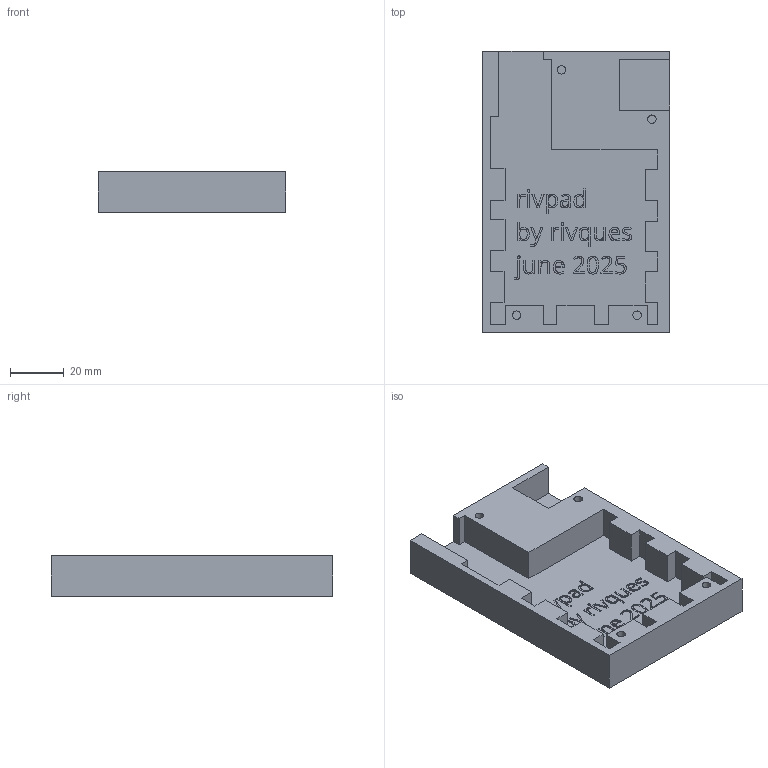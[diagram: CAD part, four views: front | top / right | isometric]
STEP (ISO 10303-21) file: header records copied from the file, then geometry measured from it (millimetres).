
FILE_DESCRIPTION(/* description */ ('STEP AP242','CAx-IF Rec.Pracs.---Representation and Presentation of Product Manufacturing Information (PMI)---4.0---2014-10-13','CAx-IF Rec.Pracs.---3D Tessellated Geometry---0.4---2014-09-14','2;1'),/* implementation_level */ '2;1');
FILE_NAME(/* name */ '6834dfba784e7633979326ad',/* time_stamp */ '2025-05-26T21:40:11Z',/* author */ (''),/* organization */ (''),/* preprocessor_version */ 'ST-DEVELOPER v20',/* originating_system */ 'ONSHAPE BY PTC INC, 1.198',/* authorisation */ ' ');
FILE_SCHEMA (('AP242_MANAGED_MODEL_BASED_3D_ENGINEERING_MIM_LF { 1 0 10303 442 1 1 4 }'));
Length unit declared in the file: metre
Products named in the file (1): Case
Bounding box: 70.23 x 105.26 x 14.99 mm (x, y, z)
Volume: 55466.4 mm3; surface area: 26074.3 mm2
Topology: 1 solids, 1 shells, 520 faces, 1428 edges, 952 vertices
Faces by surface type: plane 248, bspline 213, cylinder 59
Full cylindrical faces by diameter (mm): 3.2 x4, 4.7 x4
Entity records: 17104 total; most frequent: CARTESIAN_POINT 5236, ORIENTED_EDGE 2840, DIRECTION 1728, EDGE_CURVE 1420, VERTEX_POINT 952, LINE 876, VECTOR 876, EDGE_LOOP 570
